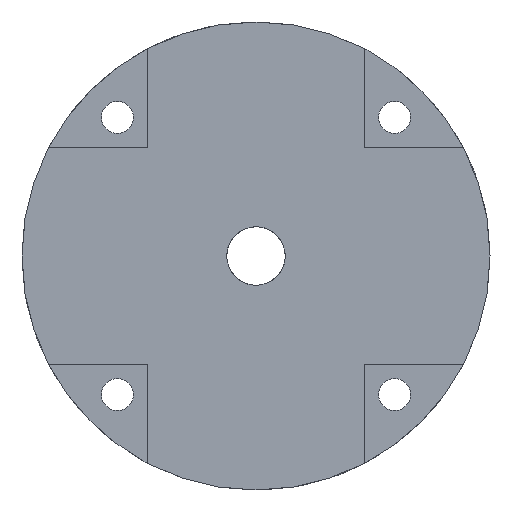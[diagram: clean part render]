
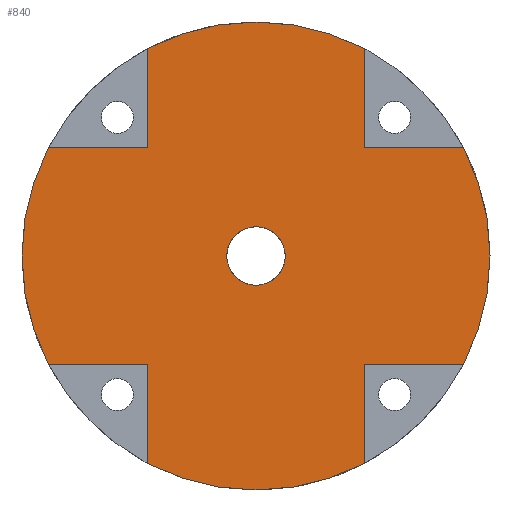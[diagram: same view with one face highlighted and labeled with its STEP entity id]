
A CAD part, top view. The second image highlights one B-rep face of the part: STEP entity #840.
In plain terms, the highlighted planar face has unit normal (0, 0, 1).
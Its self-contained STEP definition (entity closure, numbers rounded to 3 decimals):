
#411=CARTESIAN_POINT('Vertex',(-35.465,-18.5,3.)) ;
#414=CARTESIAN_POINT('Axis2P3D Location',(0.,0.,3.)) ;
#418=CARTESIAN_POINT('Vertex',(-40.,0.,3.)) ;
#421=CARTESIAN_POINT('Axis2P3D Location',(0.,0.,3.)) ;
#425=CARTESIAN_POINT('Vertex',(-35.465,18.5,3.)) ;
#446=CARTESIAN_POINT('Vertex',(-18.5,35.465,3.)) ;
#449=CARTESIAN_POINT('Axis2P3D Location',(0.,0.,3.)) ;
#453=CARTESIAN_POINT('Vertex',(0.,40.,3.)) ;
#456=CARTESIAN_POINT('Axis2P3D Location',(0.,0.,3.)) ;
#460=CARTESIAN_POINT('Vertex',(18.5,35.465,3.)) ;
#496=CARTESIAN_POINT('Vertex',(35.465,18.5,3.)) ;
#499=CARTESIAN_POINT('Axis2P3D Location',(0.,0.,3.)) ;
#503=CARTESIAN_POINT('Vertex',(40.,0.,3.)) ;
#506=CARTESIAN_POINT('Axis2P3D Location',(0.,0.,3.)) ;
#510=CARTESIAN_POINT('Vertex',(35.465,-18.5,3.)) ;
#531=CARTESIAN_POINT('Vertex',(18.5,-35.465,3.)) ;
#534=CARTESIAN_POINT('Axis2P3D Location',(0.,0.,3.)) ;
#538=CARTESIAN_POINT('Vertex',(0.,-40.,3.)) ;
#541=CARTESIAN_POINT('Axis2P3D Location',(0.,0.,3.)) ;
#545=CARTESIAN_POINT('Vertex',(-18.5,-35.465,3.)) ;
#708=CARTESIAN_POINT('Vertex',(-18.5,-18.5,3.)) ;
#711=CARTESIAN_POINT('Line Origine',(-26.982,-18.5,3.)) ;
#728=CARTESIAN_POINT('Line Origine',(-18.5,-26.982,3.)) ;
#763=CARTESIAN_POINT('Axis2P3D Location',(0.,0.,3.)) ;
#768=CARTESIAN_POINT('Line Origine',(18.5,-26.982,3.)) ;
#772=CARTESIAN_POINT('Vertex',(18.5,-18.5,3.)) ;
#775=CARTESIAN_POINT('Line Origine',(26.982,-18.5,3.)) ;
#780=CARTESIAN_POINT('Line Origine',(26.982,18.5,3.)) ;
#784=CARTESIAN_POINT('Vertex',(18.5,18.5,3.)) ;
#787=CARTESIAN_POINT('Line Origine',(18.5,26.982,3.)) ;
#792=CARTESIAN_POINT('Line Origine',(-18.5,26.982,3.)) ;
#796=CARTESIAN_POINT('Vertex',(-18.5,18.5,3.)) ;
#799=CARTESIAN_POINT('Line Origine',(-26.982,18.5,3.)) ;
#822=CARTESIAN_POINT('Axis2P3D Location',(0.,0.,3.)) ;
#826=CARTESIAN_POINT('Vertex',(2.397,4.388,3.)) ;
#828=CARTESIAN_POINT('Vertex',(-2.397,-4.388,3.)) ;
#831=CARTESIAN_POINT('Axis2P3D Location',(0.,0.,3.)) ;
#415=DIRECTION('Axis2P3D Direction',(0.,0.,-1.)) ;
#422=DIRECTION('Axis2P3D Direction',(0.,0.,-1.)) ;
#450=DIRECTION('Axis2P3D Direction',(0.,0.,-1.)) ;
#457=DIRECTION('Axis2P3D Direction',(0.,0.,-1.)) ;
#500=DIRECTION('Axis2P3D Direction',(0.,0.,-1.)) ;
#507=DIRECTION('Axis2P3D Direction',(0.,0.,-1.)) ;
#535=DIRECTION('Axis2P3D Direction',(0.,0.,-1.)) ;
#542=DIRECTION('Axis2P3D Direction',(0.,0.,-1.)) ;
#712=DIRECTION('Vector Direction',(-1.,0.,0.)) ;
#729=DIRECTION('Vector Direction',(0.,-1.,0.)) ;
#764=DIRECTION('Axis2P3D Direction',(0.,0.,1.)) ;
#765=DIRECTION('Axis2P3D XDirection',(1.,0.,0.)) ;
#769=DIRECTION('Vector Direction',(0.,1.,0.)) ;
#776=DIRECTION('Vector Direction',(-1.,0.,0.)) ;
#781=DIRECTION('Vector Direction',(1.,0.,0.)) ;
#788=DIRECTION('Vector Direction',(0.,1.,0.)) ;
#793=DIRECTION('Vector Direction',(0.,-1.,0.)) ;
#800=DIRECTION('Vector Direction',(1.,0.,0.)) ;
#823=DIRECTION('Axis2P3D Direction',(0.,0.,1.)) ;
#832=DIRECTION('Axis2P3D Direction',(0.,0.,1.)) ;
#416=AXIS2_PLACEMENT_3D('Circle Axis2P3D',#414,#415,$) ;
#423=AXIS2_PLACEMENT_3D('Circle Axis2P3D',#421,#422,$) ;
#451=AXIS2_PLACEMENT_3D('Circle Axis2P3D',#449,#450,$) ;
#458=AXIS2_PLACEMENT_3D('Circle Axis2P3D',#456,#457,$) ;
#501=AXIS2_PLACEMENT_3D('Circle Axis2P3D',#499,#500,$) ;
#508=AXIS2_PLACEMENT_3D('Circle Axis2P3D',#506,#507,$) ;
#536=AXIS2_PLACEMENT_3D('Circle Axis2P3D',#534,#535,$) ;
#543=AXIS2_PLACEMENT_3D('Circle Axis2P3D',#541,#542,$) ;
#766=AXIS2_PLACEMENT_3D('Plane Axis2P3D',#763,#764,#765) ;
#824=AXIS2_PLACEMENT_3D('Circle Axis2P3D',#822,#823,$) ;
#833=AXIS2_PLACEMENT_3D('Circle Axis2P3D',#831,#832,$) ;
#805=ORIENTED_EDGE('',*,*,#715,.T.) ;
#806=ORIENTED_EDGE('',*,*,#732,.T.) ;
#807=ORIENTED_EDGE('',*,*,#547,.T.) ;
#808=ORIENTED_EDGE('',*,*,#540,.T.) ;
#809=ORIENTED_EDGE('',*,*,#774,.T.) ;
#810=ORIENTED_EDGE('',*,*,#779,.T.) ;
#811=ORIENTED_EDGE('',*,*,#512,.T.) ;
#812=ORIENTED_EDGE('',*,*,#505,.T.) ;
#813=ORIENTED_EDGE('',*,*,#786,.T.) ;
#814=ORIENTED_EDGE('',*,*,#791,.T.) ;
#815=ORIENTED_EDGE('',*,*,#462,.T.) ;
#816=ORIENTED_EDGE('',*,*,#455,.T.) ;
#817=ORIENTED_EDGE('',*,*,#798,.T.) ;
#818=ORIENTED_EDGE('',*,*,#803,.T.) ;
#819=ORIENTED_EDGE('',*,*,#427,.T.) ;
#820=ORIENTED_EDGE('',*,*,#420,.T.) ;
#837=ORIENTED_EDGE('',*,*,#830,.F.) ;
#838=ORIENTED_EDGE('',*,*,#835,.F.) ;
#839=FACE_BOUND('',#836,.T.) ;
#713=VECTOR('Line Direction',#712,1.) ;
#730=VECTOR('Line Direction',#729,1.) ;
#770=VECTOR('Line Direction',#769,1.) ;
#777=VECTOR('Line Direction',#776,1.) ;
#782=VECTOR('Line Direction',#781,1.) ;
#789=VECTOR('Line Direction',#788,1.) ;
#794=VECTOR('Line Direction',#793,1.) ;
#801=VECTOR('Line Direction',#800,1.) ;
#840=ADVANCED_FACE('Corps principal',(#821,#839),#767,.T.) ;
#417=CIRCLE('generated circle',#416,40.) ;
#424=CIRCLE('generated circle',#423,40.) ;
#452=CIRCLE('generated circle',#451,40.) ;
#459=CIRCLE('generated circle',#458,40.) ;
#502=CIRCLE('generated circle',#501,40.) ;
#509=CIRCLE('generated circle',#508,40.) ;
#537=CIRCLE('generated circle',#536,40.) ;
#544=CIRCLE('generated circle',#543,40.) ;
#825=CIRCLE('generated circle',#824,5.) ;
#834=CIRCLE('generated circle',#833,5.) ;
#420=EDGE_CURVE('',#419,#412,#417,.F.) ;
#427=EDGE_CURVE('',#426,#419,#424,.F.) ;
#455=EDGE_CURVE('',#454,#447,#452,.F.) ;
#462=EDGE_CURVE('',#461,#454,#459,.F.) ;
#505=EDGE_CURVE('',#504,#497,#502,.F.) ;
#512=EDGE_CURVE('',#511,#504,#509,.F.) ;
#540=EDGE_CURVE('',#539,#532,#537,.F.) ;
#547=EDGE_CURVE('',#546,#539,#544,.F.) ;
#715=EDGE_CURVE('',#412,#709,#714,.F.) ;
#732=EDGE_CURVE('',#709,#546,#731,.T.) ;
#774=EDGE_CURVE('',#532,#773,#771,.T.) ;
#779=EDGE_CURVE('',#773,#511,#778,.F.) ;
#786=EDGE_CURVE('',#497,#785,#783,.F.) ;
#791=EDGE_CURVE('',#785,#461,#790,.T.) ;
#798=EDGE_CURVE('',#447,#797,#795,.T.) ;
#803=EDGE_CURVE('',#797,#426,#802,.F.) ;
#830=EDGE_CURVE('',#827,#829,#825,.T.) ;
#835=EDGE_CURVE('',#829,#827,#834,.T.) ;
#804=EDGE_LOOP('',(#805,#806,#807,#808,#809,#810,#811,#812,#813,#814,#815,#816,#817,#818,#819,#820)) ;
#836=EDGE_LOOP('',(#837,#838)) ;
#821=FACE_OUTER_BOUND('',#804,.T.) ;
#714=LINE('Line',#711,#713) ;
#731=LINE('Line',#728,#730) ;
#771=LINE('Line',#768,#770) ;
#778=LINE('Line',#775,#777) ;
#783=LINE('Line',#780,#782) ;
#790=LINE('Line',#787,#789) ;
#795=LINE('Line',#792,#794) ;
#802=LINE('Line',#799,#801) ;
#767=PLANE('Plane',#766) ;
#412=VERTEX_POINT('',#411) ;
#419=VERTEX_POINT('',#418) ;
#426=VERTEX_POINT('',#425) ;
#447=VERTEX_POINT('',#446) ;
#454=VERTEX_POINT('',#453) ;
#461=VERTEX_POINT('',#460) ;
#497=VERTEX_POINT('',#496) ;
#504=VERTEX_POINT('',#503) ;
#511=VERTEX_POINT('',#510) ;
#532=VERTEX_POINT('',#531) ;
#539=VERTEX_POINT('',#538) ;
#546=VERTEX_POINT('',#545) ;
#709=VERTEX_POINT('',#708) ;
#773=VERTEX_POINT('',#772) ;
#785=VERTEX_POINT('',#784) ;
#797=VERTEX_POINT('',#796) ;
#827=VERTEX_POINT('',#826) ;
#829=VERTEX_POINT('',#828) ;
